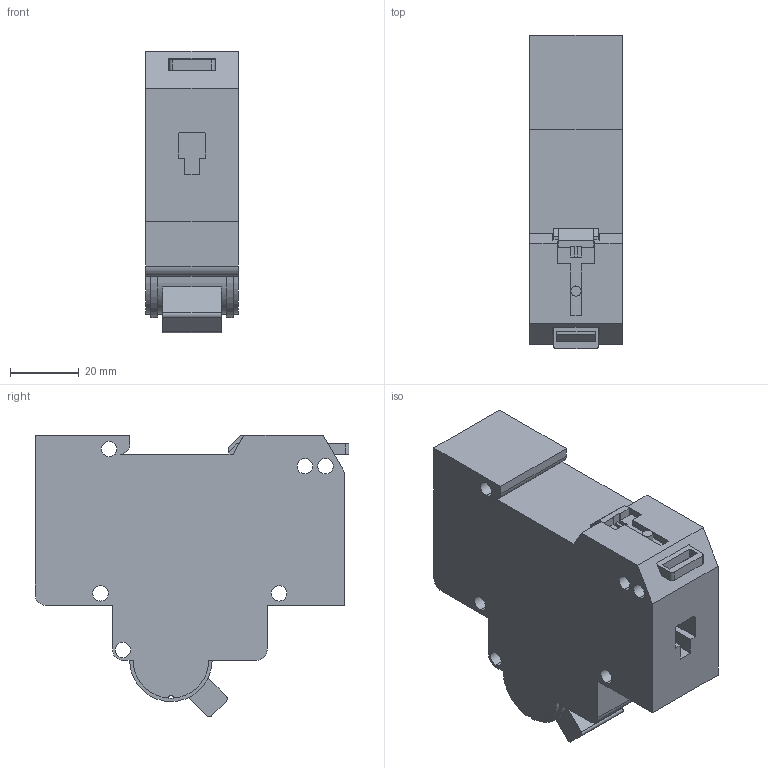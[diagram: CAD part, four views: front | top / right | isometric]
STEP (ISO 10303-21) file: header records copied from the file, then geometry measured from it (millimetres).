
FILE_DESCRIPTION (( 'STEP AP203' ), '1' );
FILE_NAME ('臍 47-125 1P EKF PROxima.STEP', '2016-11-11T13:20:53', ( '' ), ( '' ), 'SwSTEP 2.0', 'SolidWorks 2014', '' );
FILE_SCHEMA (( 'CONFIG_CONTROL_DESIGN' ));
Length unit declared in the file: millimetre
Products named in the file (3): 臍 47-125 1P EKF PROxima; 臍 47-125 1P EKF PROxima-1; çàìîê
Assembly tree (2 placements, depth 2):
  臍 47-125 1P EKF PROxima
    臍 47-125 1P EKF PROxima-1
    çàìîê
Bounding box: 27 x 91.27 x 81.91 mm (x, y, z)
Volume: 134805.6 mm3; surface area: 25167.5 mm2
Topology: 2 solids, 2 shells, 164 faces, 468 edges, 308 vertices
Faces by surface type: plane 118, cylinder 46
Entity records: 5677 total; most frequent: CARTESIAN_POINT 945, ORIENTED_EDGE 936, DIRECTION 914, EDGE_CURVE 468, LINE 360, VECTOR 360, VERTEX_POINT 308, AXIS2_PLACEMENT_3D 277
